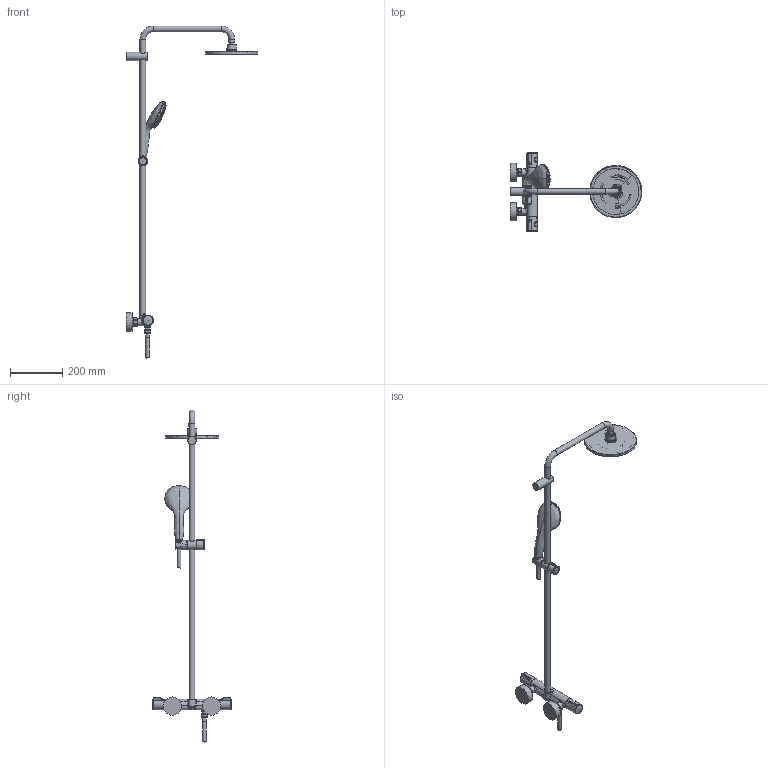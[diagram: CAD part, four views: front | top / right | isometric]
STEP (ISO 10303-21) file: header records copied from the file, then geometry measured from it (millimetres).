
FILE_DESCRIPTION(/* description */ ('Unknown'),/* implementation_level */ '2;1');
FILE_NAME(/* name */ '26722001',/* time_stamp */ '2023-04-23T08:49:24+02:00',/* author */ ('Unknown'),/* organization */ ('GROHE AG'),/* preprocessor_version */ 'ST-DEVELOPER v16.7',/* originating_system */ 'DEX',/* authorisation */ $);
FILE_SCHEMA (('AUTOMOTIVE_DESIGN {1 0 10303 214 3 1 1}'));
Products named in the file (1): 26722001
Bounding box: 504 x 303.79 x 1269.2 mm (x, y, z)
Volume: 194563.5 mm3; surface area: 378562 mm2
Topology: 2 solids, 188 shells, 1265 faces, 4432 edges, 3281 vertices
Faces by surface type: bspline 385, cone 264, torus 224, cylinder 191, plane 183, sphere 18
Full cylindrical faces by diameter (mm): 2.8 x79, 3.7 x31, 10.8 x2, 13.8 x2, 14.7 x2, 18 x2, 18.631 x1, 19.9 x1, 20 x2, 22 x3, 22.6 x1, 23 x2, 26.44 x2, 27 x2, 31.3 x1, 33.4 x2, 36 x2, 70 x2, 98.8 x1, 100 x1, 100.004 x1
Entity records: 70796 total; most frequent: CARTESIAN_POINT 38377, ORIENTED_EDGE 5082, DIRECTION 4054, EDGE_CURVE 3494, VERTEX_POINT 2929, FACE_BOUND 2278, EDGE_LOOP 2276, B_SPLINE_CURVE_WITH_KNOTS 2250
